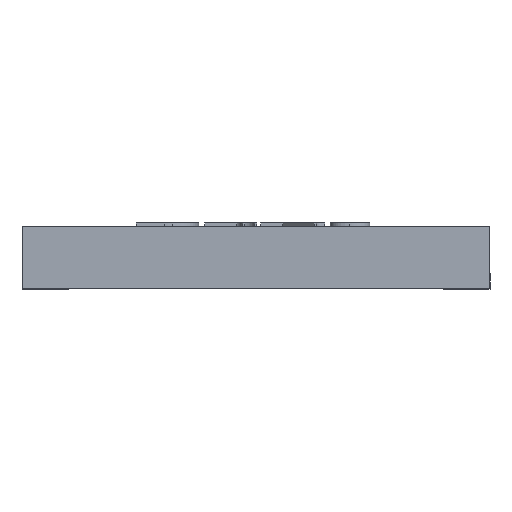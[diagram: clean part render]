
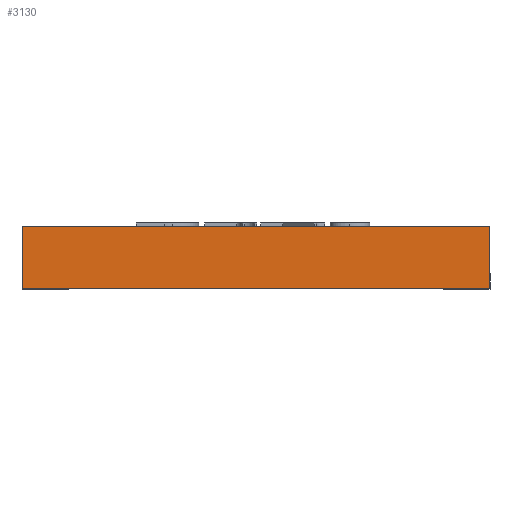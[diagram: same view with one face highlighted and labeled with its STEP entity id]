
A CAD part, front view. The second image highlights one B-rep face of the part: STEP entity #3130.
In plain terms, the highlighted planar face has unit normal (0, -1, 0).
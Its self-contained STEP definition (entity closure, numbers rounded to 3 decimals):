
#56 = CARTESIAN_POINT ( 'NONE',  ( 3., -2.5, 0.005 ) ) ;
#494 = CARTESIAN_POINT ( 'NONE',  ( -3., -2.5, 0.805 ) ) ;
#540 = VECTOR ( 'NONE', #6162, 1000. ) ;
#932 = LINE ( 'NONE', #5285, #3292 ) ;
#1088 = EDGE_CURVE ( 'NONE', #1323, #3114, #4146, .T. ) ;
#1323 = VERTEX_POINT ( 'NONE', #4945 ) ;
#1526 = EDGE_LOOP ( 'NONE', ( #2592, #4539, #2192, #2992 ) ) ;
#1648 = FACE_OUTER_BOUND ( 'NONE', #1526, .T. ) ;
#2025 = VECTOR ( 'NONE', #3977, 1000. ) ;
#2140 = EDGE_CURVE ( 'NONE', #4428, #6420, #4788, .T. ) ;
#2192 = ORIENTED_EDGE ( 'NONE', *, *, #6715, .F. ) ;
#2418 = CARTESIAN_POINT ( 'NONE',  ( -3., -2.5, 0.805 ) ) ;
#2489 = CARTESIAN_POINT ( 'NONE',  ( -3., -2.5, 0.805 ) ) ;
#2592 = ORIENTED_EDGE ( 'NONE', *, *, #6827, .T. ) ;
#2905 = LINE ( 'NONE', #2949, #2025 ) ;
#2949 = CARTESIAN_POINT ( 'NONE',  ( -3., -2.5, 0.805 ) ) ;
#2992 = ORIENTED_EDGE ( 'NONE', *, *, #2140, .T. ) ;
#3114 = VERTEX_POINT ( 'NONE', #56 ) ;
#3130 = ADVANCED_FACE ( 'NONE', ( #1648 ), #6475, .F. ) ;
#3208 = DIRECTION ( 'NONE',  ( 0., 0., 1. ) ) ;
#3292 = VECTOR ( 'NONE', #6905, 1000. ) ;
#3803 = DIRECTION ( 'NONE',  ( 0., 1., 0. ) ) ;
#3977 = DIRECTION ( 'NONE',  ( 1., 0., 0. ) ) ;
#4146 = LINE ( 'NONE', #6316, #540 ) ;
#4220 = VECTOR ( 'NONE', #5174, 1000. ) ;
#4428 = VERTEX_POINT ( 'NONE', #2418 ) ;
#4539 = ORIENTED_EDGE ( 'NONE', *, *, #1088, .F. ) ;
#4753 = CARTESIAN_POINT ( 'NONE',  ( -3., -2.5, 0.005 ) ) ;
#4788 = LINE ( 'NONE', #2489, #4220 ) ;
#4945 = CARTESIAN_POINT ( 'NONE',  ( 3., -2.5, 0.805 ) ) ;
#5174 = DIRECTION ( 'NONE',  ( 0., 0., -1. ) ) ;
#5285 = CARTESIAN_POINT ( 'NONE',  ( -3., -2.5, 0.005 ) ) ;
#5568 = AXIS2_PLACEMENT_3D ( 'NONE', #494, #3803, #3208 ) ;
#6162 = DIRECTION ( 'NONE',  ( 0., 0., -1. ) ) ;
#6316 = CARTESIAN_POINT ( 'NONE',  ( 3., -2.5, 0.805 ) ) ;
#6420 = VERTEX_POINT ( 'NONE', #4753 ) ;
#6475 = PLANE ( 'NONE',  #5568 ) ;
#6715 = EDGE_CURVE ( 'NONE', #4428, #1323, #2905, .T. ) ;
#6827 = EDGE_CURVE ( 'NONE', #6420, #3114, #932, .T. ) ;
#6905 = DIRECTION ( 'NONE',  ( 1., 0., 0. ) ) ;
